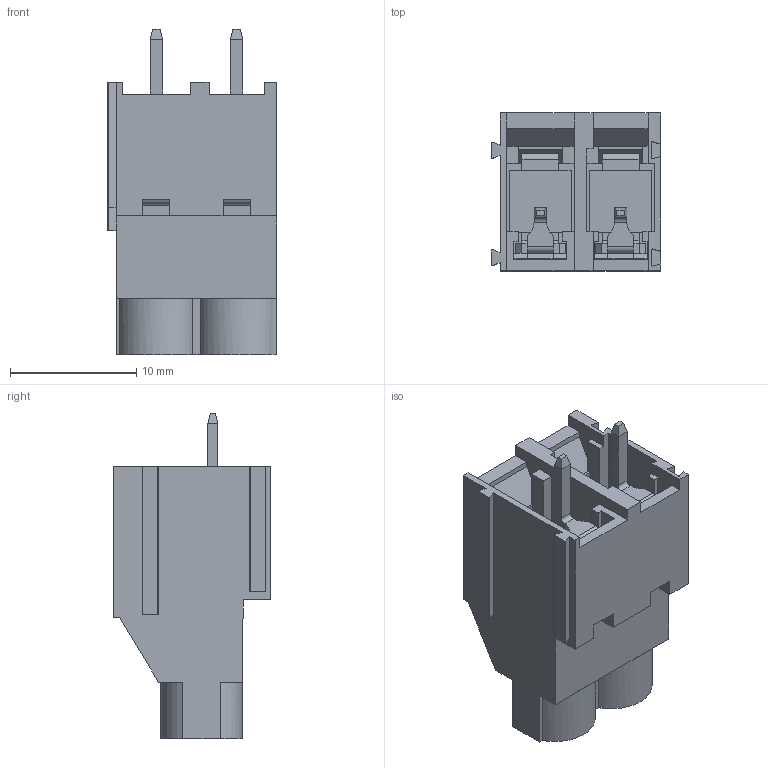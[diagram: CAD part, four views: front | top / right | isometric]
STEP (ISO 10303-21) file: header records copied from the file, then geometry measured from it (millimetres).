
FILE_DESCRIPTION((''),'2;1');
FILE_NAME('FTB63501-F02B2GNB_ASM','2026-03-06T',('工程三'),(''),'PRO/ENGINEER BY PARAMETRIC TECHNOLOGY CORPORATION, 2010280','PRO/ENGINEER BY PARAMETRIC TECHNOLOGY CORPORATION, 2010280','');
FILE_SCHEMA(('CONFIG_CONTROL_DESIGN'));
Length unit declared in the file: millimetre
Products named in the file (1): FTB63501-F02B2GNB_ASM
Bounding box: 13.4 x 12.5 x 25.8 mm (x, y, z)
Volume: 1314.2 mm3; surface area: 3376.3 mm2
Topology: 1 solids, 3 shells, 538 faces, 1497 edges, 957 vertices
Faces by surface type: plane 332, cylinder 99, bspline 74, cone 16, torus 12, extrusion 5
Entity records: 24556 total; most frequent: CARTESIAN_POINT 11309, ORIENTED_EDGE 2962, DIRECTION 2374, EDGE_CURVE 1497, VECTOR 1078, LINE 1073, VERTEX_POINT 957, AXIS2_PLACEMENT_3D 648
